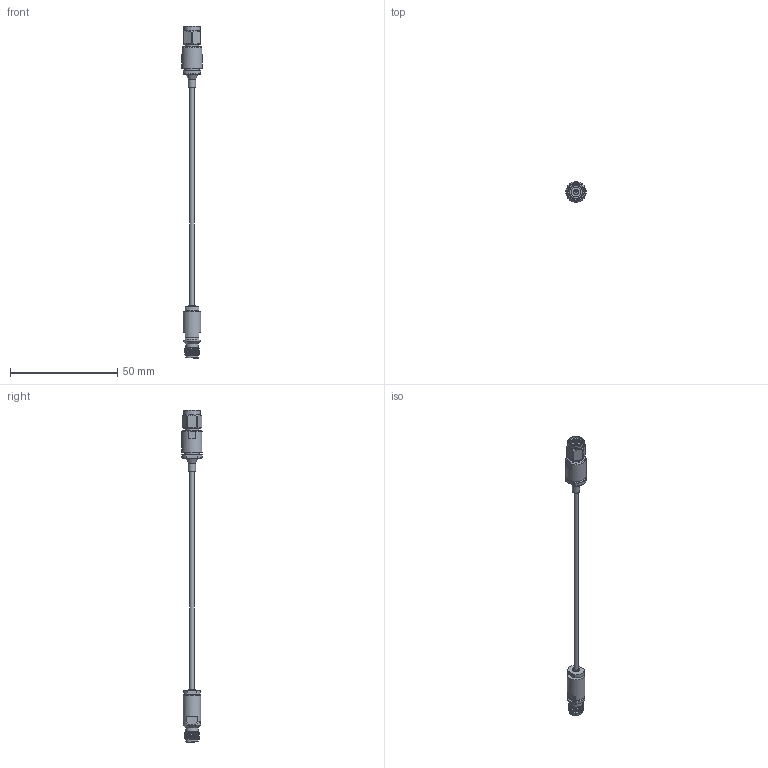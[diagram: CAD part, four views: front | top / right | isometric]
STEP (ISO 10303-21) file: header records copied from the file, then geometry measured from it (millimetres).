
FILE_DESCRIPTION (( 'STEP AP203' ), '1' );
FILE_NAME ('PE3C7814_3D.step', '2021-02-26T22:38:01', ( '' ), ( '' ), 'SwSTEP 2.0', 'SolidWorks 2018', '' );
FILE_SCHEMA (( 'CONFIG_CONTROL_DESIGN' ));
Length unit declared in the file: inch
Products named in the file (4): RG405U^PE3C7814_RG405; PE45541^PE3C7814; PE3C7814_3D; PE44216^PE3C7814
Assembly tree (3 placements, depth 2):
  PE3C7814_3D
    RG405U^PE3C7814_RG405
    PE45541^PE3C7814
    PE44216^PE3C7814
Bounding box: 9.54 x 9.54 x 155.01 mm (x, y, z)
Volume: 2643 mm3; surface area: 2719.8 mm2
Topology: 3 solids, 3 shells, 139 faces, 327 edges, 216 vertices
Faces by surface type: plane 64, cylinder 40, cone 27, bspline 6, torus 2
Full cylindrical faces by diameter (mm): 0.533 x2, 0.787 x1, 0.914 x1, 0.94 x1, 1.168 x1, 1.85 x1, 2.184 x1, 2.4 x1, 2.54 x1, 2.85 x1, 3.048 x1, 3.429 x1, 4.572 x1, 4.699 x1, 5.347 x1, 5.963 x2, 6.32 x1, 6.763 x1, 7 x4, 7.641 x1, 8.382 x2, 9.544 x1
Entity records: 6237 total; most frequent: CARTESIAN_POINT 3063, DIRECTION 580, ORIENTED_EDGE 512, EDGE_CURVE 256, AXIS2_PLACEMENT_3D 251, EDGE_LOOP 193, VERTEX_POINT 189, FACE_OUTER_BOUND 160
